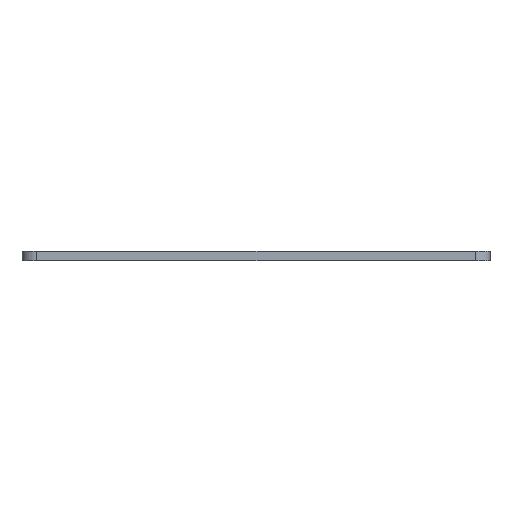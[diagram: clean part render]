
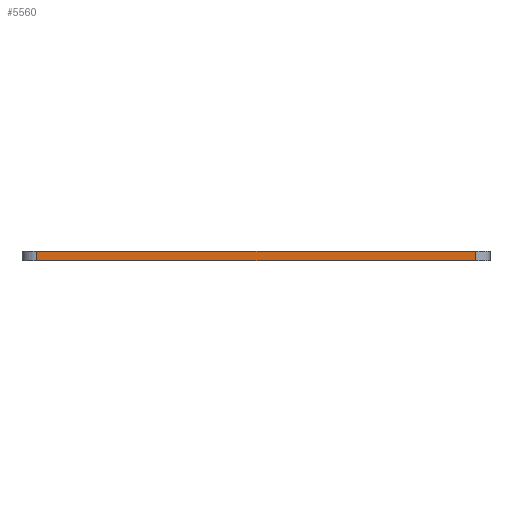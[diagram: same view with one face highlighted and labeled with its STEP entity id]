
A CAD part, left-side view. The second image highlights one B-rep face of the part: STEP entity #5560.
In plain terms, the highlighted planar face has unit normal (-1, 0, 0).
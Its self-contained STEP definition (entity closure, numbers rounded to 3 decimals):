
#83 = PLANE('',#84);
#84 = AXIS2_PLACEMENT_3D('',#85,#86,#87);
#85 = CARTESIAN_POINT('',(148.501,-105.004,1.6));
#86 = DIRECTION('',(-0.,-0.,-1.));
#87 = DIRECTION('',(-1.,0.,0.));
#111 = CYLINDRICAL_SURFACE('',#112,2.54);
#112 = AXIS2_PLACEMENT_3D('',#113,#114,#115);
#113 = CARTESIAN_POINT('',(116.751,-143.104,0.));
#114 = DIRECTION('',(-0.,-0.,-1.));
#115 = DIRECTION('',(1.,0.,-0.));
#137 = PLANE('',#138);
#138 = AXIS2_PLACEMENT_3D('',#139,#140,#141);
#139 = CARTESIAN_POINT('',(148.501,-105.004,0.));
#140 = DIRECTION('',(-0.,-0.,-1.));
#141 = DIRECTION('',(-1.,0.,0.));
#238 = EDGE_CURVE('',#239,#241,#243,.T.);
#239 = VERTEX_POINT('',#240);
#240 = CARTESIAN_POINT('',(114.211,-143.104,0.));
#241 = VERTEX_POINT('',#242);
#242 = CARTESIAN_POINT('',(114.211,-143.104,1.6));
#243 = SURFACE_CURVE('',#244,(#248,#255),.PCURVE_S1.);
#244 = LINE('',#245,#246);
#245 = CARTESIAN_POINT('',(114.211,-143.104,0.));
#246 = VECTOR('',#247,1.);
#247 = DIRECTION('',(0.,0.,1.));
#248 = PCURVE('',#111,#249);
#249 = DEFINITIONAL_REPRESENTATION('',(#250),#254);
#250 = LINE('',#251,#252);
#251 = CARTESIAN_POINT('',(-3.141,0.));
#252 = VECTOR('',#253,1.);
#253 = DIRECTION('',(-0.,-1.));
#254 = ( GEOMETRIC_REPRESENTATION_CONTEXT(2) 
PARAMETRIC_REPRESENTATION_CONTEXT() REPRESENTATION_CONTEXT('2D SPACE',''
  ) );
#255 = PCURVE('',#256,#261);
#256 = PLANE('',#257);
#257 = AXIS2_PLACEMENT_3D('',#258,#259,#260);
#258 = CARTESIAN_POINT('',(114.211,-143.104,0.));
#259 = DIRECTION('',(-1.,0.,0.));
#260 = DIRECTION('',(0.,1.,0.));
#261 = DEFINITIONAL_REPRESENTATION('',(#262),#266);
#262 = LINE('',#263,#264);
#263 = CARTESIAN_POINT('',(0.,0.));
#264 = VECTOR('',#265,1.);
#265 = DIRECTION('',(0.,-1.));
#266 = ( GEOMETRIC_REPRESENTATION_CONTEXT(2) 
PARAMETRIC_REPRESENTATION_CONTEXT() REPRESENTATION_CONTEXT('2D SPACE',''
  ) );
#326 = EDGE_CURVE('',#239,#327,#329,.T.);
#327 = VERTEX_POINT('',#328);
#328 = CARTESIAN_POINT('',(114.211,-66.904,0.));
#329 = SURFACE_CURVE('',#330,(#334,#341),.PCURVE_S1.);
#330 = LINE('',#331,#332);
#331 = CARTESIAN_POINT('',(114.211,-143.104,0.));
#332 = VECTOR('',#333,1.);
#333 = DIRECTION('',(0.,1.,0.));
#334 = PCURVE('',#137,#335);
#335 = DEFINITIONAL_REPRESENTATION('',(#336),#340);
#336 = LINE('',#337,#338);
#337 = CARTESIAN_POINT('',(34.29,-38.1));
#338 = VECTOR('',#339,1.);
#339 = DIRECTION('',(0.,1.));
#340 = ( GEOMETRIC_REPRESENTATION_CONTEXT(2) 
PARAMETRIC_REPRESENTATION_CONTEXT() REPRESENTATION_CONTEXT('2D SPACE',''
  ) );
#341 = PCURVE('',#256,#342);
#342 = DEFINITIONAL_REPRESENTATION('',(#343),#347);
#343 = LINE('',#344,#345);
#344 = CARTESIAN_POINT('',(0.,0.));
#345 = VECTOR('',#346,1.);
#346 = DIRECTION('',(1.,0.));
#347 = ( GEOMETRIC_REPRESENTATION_CONTEXT(2) 
PARAMETRIC_REPRESENTATION_CONTEXT() REPRESENTATION_CONTEXT('2D SPACE',''
  ) );
#370 = CYLINDRICAL_SURFACE('',#371,2.54);
#371 = AXIS2_PLACEMENT_3D('',#372,#373,#374);
#372 = CARTESIAN_POINT('',(116.751,-66.904,0.));
#373 = DIRECTION('',(-0.,-0.,-1.));
#374 = DIRECTION('',(1.,0.,-0.));
#3130 = EDGE_CURVE('',#241,#3131,#3133,.T.);
#3131 = VERTEX_POINT('',#3132);
#3132 = CARTESIAN_POINT('',(114.211,-66.904,1.6));
#3133 = SURFACE_CURVE('',#3134,(#3138,#3145),.PCURVE_S1.);
#3134 = LINE('',#3135,#3136);
#3135 = CARTESIAN_POINT('',(114.211,-143.104,1.6));
#3136 = VECTOR('',#3137,1.);
#3137 = DIRECTION('',(0.,1.,0.));
#3138 = PCURVE('',#83,#3139);
#3139 = DEFINITIONAL_REPRESENTATION('',(#3140),#3144);
#3140 = LINE('',#3141,#3142);
#3141 = CARTESIAN_POINT('',(34.29,-38.1));
#3142 = VECTOR('',#3143,1.);
#3143 = DIRECTION('',(0.,1.));
#3144 = ( GEOMETRIC_REPRESENTATION_CONTEXT(2) 
PARAMETRIC_REPRESENTATION_CONTEXT() REPRESENTATION_CONTEXT('2D SPACE',''
  ) );
#3145 = PCURVE('',#256,#3146);
#3146 = DEFINITIONAL_REPRESENTATION('',(#3147),#3151);
#3147 = LINE('',#3148,#3149);
#3148 = CARTESIAN_POINT('',(0.,-1.6));
#3149 = VECTOR('',#3150,1.);
#3150 = DIRECTION('',(1.,0.));
#3151 = ( GEOMETRIC_REPRESENTATION_CONTEXT(2) 
PARAMETRIC_REPRESENTATION_CONTEXT() REPRESENTATION_CONTEXT('2D SPACE',''
  ) );
#5560 = ADVANCED_FACE('',(#5561),#256,.T.);
#5561 = FACE_BOUND('',#5562,.T.);
#5562 = EDGE_LOOP('',(#5563,#5564,#5565,#5586));
#5563 = ORIENTED_EDGE('',*,*,#238,.T.);
#5564 = ORIENTED_EDGE('',*,*,#3130,.T.);
#5565 = ORIENTED_EDGE('',*,*,#5566,.F.);
#5566 = EDGE_CURVE('',#327,#3131,#5567,.T.);
#5567 = SURFACE_CURVE('',#5568,(#5572,#5579),.PCURVE_S1.);
#5568 = LINE('',#5569,#5570);
#5569 = CARTESIAN_POINT('',(114.211,-66.904,0.));
#5570 = VECTOR('',#5571,1.);
#5571 = DIRECTION('',(0.,0.,1.));
#5572 = PCURVE('',#256,#5573);
#5573 = DEFINITIONAL_REPRESENTATION('',(#5574),#5578);
#5574 = LINE('',#5575,#5576);
#5575 = CARTESIAN_POINT('',(76.2,0.));
#5576 = VECTOR('',#5577,1.);
#5577 = DIRECTION('',(0.,-1.));
#5578 = ( GEOMETRIC_REPRESENTATION_CONTEXT(2) 
PARAMETRIC_REPRESENTATION_CONTEXT() REPRESENTATION_CONTEXT('2D SPACE',''
  ) );
#5579 = PCURVE('',#370,#5580);
#5580 = DEFINITIONAL_REPRESENTATION('',(#5581),#5585);
#5581 = LINE('',#5582,#5583);
#5582 = CARTESIAN_POINT('',(-3.141,0.));
#5583 = VECTOR('',#5584,1.);
#5584 = DIRECTION('',(-0.,-1.));
#5585 = ( GEOMETRIC_REPRESENTATION_CONTEXT(2) 
PARAMETRIC_REPRESENTATION_CONTEXT() REPRESENTATION_CONTEXT('2D SPACE',''
  ) );
#5586 = ORIENTED_EDGE('',*,*,#326,.F.);
